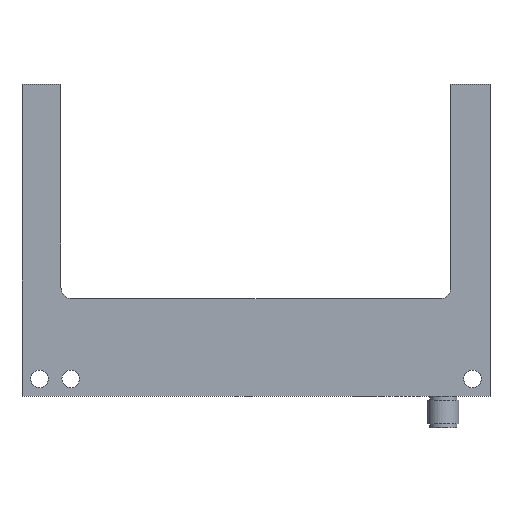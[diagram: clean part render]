
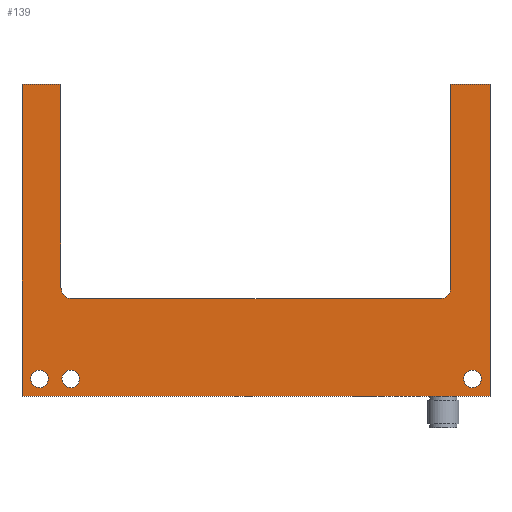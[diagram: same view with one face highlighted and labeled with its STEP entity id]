
A CAD part, top view. The second image highlights one B-rep face of the part: STEP entity #139.
In plain terms, the highlighted planar face has unit normal (0, 0, 1).
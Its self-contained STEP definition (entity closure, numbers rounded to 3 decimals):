
#139=ADVANCED_FACE('',(#293,#294,#295,#296),#297,.F.);
#293=FACE_BOUND('',#453,.T.);
#294=FACE_BOUND('',#454,.T.);
#295=FACE_BOUND('',#455,.T.);
#296=FACE_OUTER_BOUND('',#456,.T.);
#297=PLANE('',#457);
#453=EDGE_LOOP('',(#776,#777));
#454=EDGE_LOOP('',(#778,#779));
#455=EDGE_LOOP('',(#780,#781));
#456=EDGE_LOOP('',(#782,#783,#784,#785,#786,#787,#788,#789,#790,#791));
#457=AXIS2_PLACEMENT_3D('',#792,#793,#794);
#776=ORIENTED_EDGE('',*,*,#926,.F.);
#777=ORIENTED_EDGE('',*,*,#959,.F.);
#778=ORIENTED_EDGE('',*,*,#933,.F.);
#779=ORIENTED_EDGE('',*,*,#990,.F.);
#780=ORIENTED_EDGE('',*,*,#992,.F.);
#781=ORIENTED_EDGE('',*,*,#949,.F.);
#782=ORIENTED_EDGE('',*,*,#921,.F.);
#783=ORIENTED_EDGE('',*,*,#1014,.T.);
#784=ORIENTED_EDGE('',*,*,#980,.F.);
#785=ORIENTED_EDGE('',*,*,#1015,.T.);
#786=ORIENTED_EDGE('',*,*,#983,.F.);
#787=ORIENTED_EDGE('',*,*,#955,.F.);
#788=ORIENTED_EDGE('',*,*,#1012,.F.);
#789=ORIENTED_EDGE('',*,*,#940,.F.);
#790=ORIENTED_EDGE('',*,*,#996,.F.);
#791=ORIENTED_EDGE('',*,*,#945,.F.);
#792=CARTESIAN_POINT('',(0.055,-8.026,5.));
#793=DIRECTION('',(0.0,0.,-1.0));
#794=DIRECTION('',(1.0,0.0,0.0));
#921=EDGE_CURVE('',#1097,#1099,#1100,.T.);
#926=EDGE_CURVE('',#1105,#1103,#1107,.F.);
#933=EDGE_CURVE('',#1114,#1112,#1116,.F.);
#940=EDGE_CURVE('',#1126,#1128,#1129,.T.);
#945=EDGE_CURVE('',#1099,#1136,#1137,.T.);
#949=EDGE_CURVE('',#1140,#1142,#1143,.F.);
#955=EDGE_CURVE('',#1151,#1152,#1153,.T.);
#959=EDGE_CURVE('',#1103,#1105,#1157,.F.);
#980=EDGE_CURVE('',#1185,#1187,#1188,.T.);
#983=EDGE_CURVE('',#1152,#1191,#1192,.T.);
#990=EDGE_CURVE('',#1112,#1114,#1201,.F.);
#992=EDGE_CURVE('',#1142,#1140,#1203,.F.);
#996=EDGE_CURVE('',#1136,#1126,#1207,.T.);
#1012=EDGE_CURVE('',#1128,#1151,#1227,.T.);
#1014=EDGE_CURVE('',#1097,#1187,#1229,.T.);
#1015=EDGE_CURVE('',#1185,#1191,#1230,.T.);
#1097=VERTEX_POINT('',#1326);
#1099=VERTEX_POINT('',#1329);
#1100=LINE('',#1330,#1331);
#1103=VERTEX_POINT('',#1335);
#1105=VERTEX_POINT('',#1338);
#1107=CIRCLE('',#1341,2.25);
#1112=VERTEX_POINT('',#1346);
#1114=VERTEX_POINT('',#1349);
#1116=CIRCLE('',#1352,2.25);
#1126=VERTEX_POINT('',#1362);
#1128=VERTEX_POINT('',#1365);
#1129=LINE('',#1366,#1367);
#1136=VERTEX_POINT('',#1375);
#1137=LINE('',#1376,#1377);
#1140=VERTEX_POINT('',#1381);
#1142=VERTEX_POINT('',#1384);
#1143=CIRCLE('',#1385,2.25);
#1151=VERTEX_POINT('',#1394);
#1152=VERTEX_POINT('',#1395);
#1153=LINE('',#1396,#1397);
#1157=CIRCLE('',#1403,2.25);
#1185=VERTEX_POINT('',#1437);
#1187=VERTEX_POINT('',#1440);
#1188=LINE('',#1441,#1442);
#1191=VERTEX_POINT('',#1446);
#1192=LINE('',#1447,#1448);
#1201=CIRCLE('',#1458,2.25);
#1203=CIRCLE('',#1460,2.25);
#1207=LINE('',#1464,#1465);
#1227=LINE('',#1491,#1492);
#1229=CIRCLE('',#1494,3.0);
#1230=CIRCLE('',#1495,3.0);
#1326=CARTESIAN_POINT('',(50.0,-12.0,5.));
#1329=CARTESIAN_POINT('',(50.0,40.0,5.0));
#1330=CARTESIAN_POINT('',(50.0,-15.5,5.));
#1331=VECTOR('',#1582,1.0);
#1335=CARTESIAN_POINT('',(-49.75,-35.5,5.));
#1338=CARTESIAN_POINT('',(-45.25,-35.5,5.));
#1341=AXIS2_PLACEMENT_3D('',#1586,#1587,#1588);
#1346=CARTESIAN_POINT('',(-57.75,-35.5,5.));
#1349=CARTESIAN_POINT('',(-53.25,-35.5,5.));
#1352=AXIS2_PLACEMENT_3D('',#1594,#1595,#1596);
#1362=CARTESIAN_POINT('',(60.0,-40.0,5.));
#1365=CARTESIAN_POINT('',(-60.0,-40.0,5.));
#1366=CARTESIAN_POINT('',(40.0,-40.0,5.));
#1367=VECTOR('',#1610,1.0);
#1375=CARTESIAN_POINT('',(60.0,40.0,5.0));
#1376=CARTESIAN_POINT('',(50.0,40.0,5.0));
#1377=VECTOR('',#1618,1.0);
#1381=CARTESIAN_POINT('',(53.25,-35.5,5.));
#1384=CARTESIAN_POINT('',(57.75,-35.5,5.));
#1385=AXIS2_PLACEMENT_3D('',#1621,#1622,#1623);
#1394=CARTESIAN_POINT('',(-60.0,40.0,5.0));
#1395=CARTESIAN_POINT('',(-50.0,40.0,5.0));
#1396=CARTESIAN_POINT('',(-60.0,40.0,5.0));
#1397=VECTOR('',#1631,1.0);
#1403=AXIS2_PLACEMENT_3D('',#1634,#1635,#1636);
#1437=CARTESIAN_POINT('',(-47.0,-15.0,5.));
#1440=CARTESIAN_POINT('',(47.0,-15.0,5.));
#1441=CARTESIAN_POINT('',(-50.0,-15.0,5.));
#1442=VECTOR('',#1662,1.0);
#1446=CARTESIAN_POINT('',(-50.0,-12.0,5.));
#1447=CARTESIAN_POINT('',(-50.0,40.0,5.0));
#1448=VECTOR('',#1664,1.0);
#1458=AXIS2_PLACEMENT_3D('',#1675,#1676,#1677);
#1460=AXIS2_PLACEMENT_3D('',#1678,#1679,#1680);
#1464=CARTESIAN_POINT('',(60.0,40.0,5.0));
#1465=VECTOR('',#1684,1.0);
#1491=CARTESIAN_POINT('',(-60.0,-40.0,5.));
#1492=VECTOR('',#1703,1.0);
#1494=AXIS2_PLACEMENT_3D('',#1704,#1705,#1706);
#1495=AXIS2_PLACEMENT_3D('',#1707,#1708,#1709);
#1582=DIRECTION('',(0.0,1.0,0.));
#1586=CARTESIAN_POINT('',(-47.5,-35.5,5.));
#1587=DIRECTION('',(0.0,0.,-1.0));
#1588=DIRECTION('',(-1.0,0.,0.));
#1594=CARTESIAN_POINT('',(-55.5,-35.5,5.));
#1595=DIRECTION('',(0.0,0.,-1.0));
#1596=DIRECTION('',(-1.0,0.,0.));
#1610=DIRECTION('',(-1.0,0.,0.));
#1618=DIRECTION('',(1.0,0.,0.));
#1621=CARTESIAN_POINT('',(55.5,-35.5,5.));
#1622=DIRECTION('',(0.0,0.,-1.0));
#1623=DIRECTION('',(-1.0,0.,0.));
#1631=DIRECTION('',(1.0,0.,0.));
#1634=CARTESIAN_POINT('',(-47.5,-35.5,5.));
#1635=DIRECTION('',(0.0,0.,-1.0));
#1636=DIRECTION('',(-1.0,0.,0.));
#1662=DIRECTION('',(1.0,0.,0.));
#1664=DIRECTION('',(0.,-1.0,0.));
#1675=CARTESIAN_POINT('',(-55.5,-35.5,5.));
#1676=DIRECTION('',(0.0,0.,-1.0));
#1677=DIRECTION('',(-1.0,0.,0.));
#1678=CARTESIAN_POINT('',(55.5,-35.5,5.));
#1679=DIRECTION('',(0.0,0.,-1.0));
#1680=DIRECTION('',(-1.0,0.,0.));
#1684=DIRECTION('',(0.,-1.0,0.));
#1703=DIRECTION('',(0.,1.0,0.));
#1704=CARTESIAN_POINT('',(47.0,-12.0,5.));
#1705=DIRECTION('',(0.0,0.,-1.0));
#1706=DIRECTION('',(1.0,0.0,0.0));
#1707=CARTESIAN_POINT('',(-47.0,-12.0,5.));
#1708=DIRECTION('',(0.0,0.,-1.0));
#1709=DIRECTION('',(1.0,0.0,0.0));
